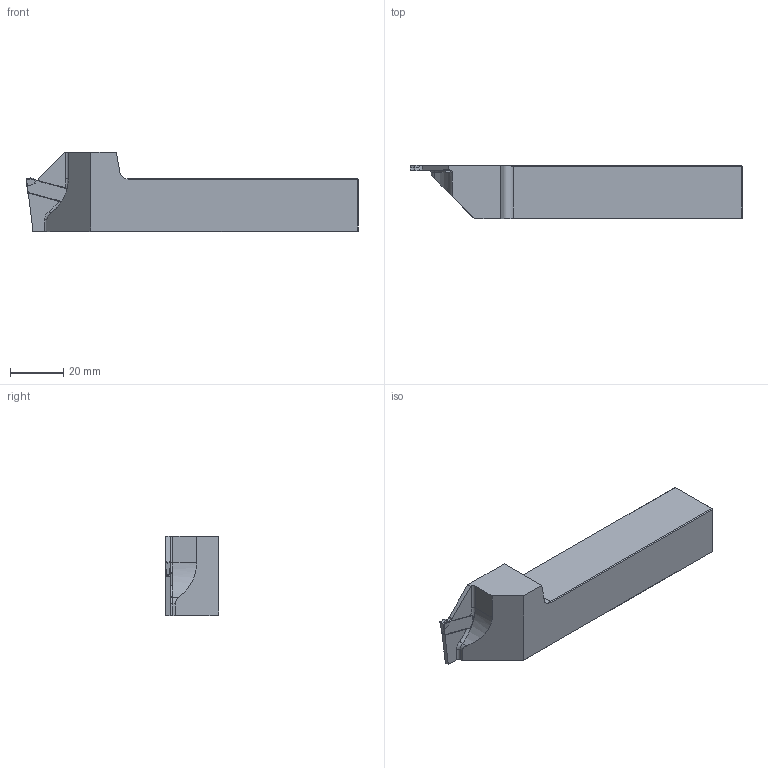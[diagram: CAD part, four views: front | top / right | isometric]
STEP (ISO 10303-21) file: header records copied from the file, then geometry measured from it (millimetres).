
FILE_DESCRIPTION(/* description */ (''),/* implementation_level */ '2;1');
FILE_NAME(/* name */ 'ADKT-IGI-L-2020-2-T15.stp',/* time_stamp */ '2023-10-18T09:42:57+03:00',/* author */ (''),/* organization */ (''),/* preprocessor_version */ 'ST-DEVELOPER v19.4',/* originating_system */ 'SIEMENS PLM Software NX2306.3001',/* authorisation */ '');
FILE_SCHEMA (('AUTOMOTIVE_DESIGN { 1 0 10303 214 3 1 1 1 }'));
Length unit declared in the file: millimetre
Products named in the file (1): ADKT-IGI-R-2020-2-T15-light
Bounding box: 125 x 20.3 x 30 mm (x, y, z)
Volume: 47463.2 mm3; surface area: 10848 mm2
Topology: 2 solids, 2 shells, 78 faces, 197 edges, 123 vertices
Faces by surface type: plane 56, cylinder 12, bspline 8, torus 2
Entity records: 3135 total; most frequent: CARTESIAN_POINT 1333, ORIENTED_EDGE 394, DIRECTION 318, EDGE_CURVE 197, LINE 130, VECTOR 130, VERTEX_POINT 123, AXIS2_PLACEMENT_3D 94
